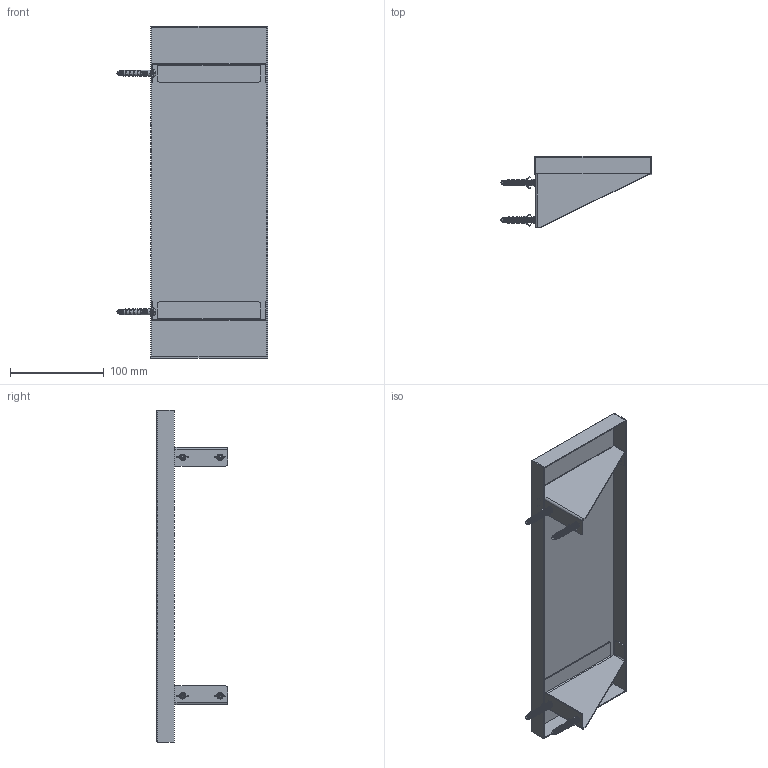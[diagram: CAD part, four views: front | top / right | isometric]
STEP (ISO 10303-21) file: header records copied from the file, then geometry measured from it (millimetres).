
FILE_DESCRIPTION((''),'2;1');
FILE_NAME('ASM0001_ASM','2023-07-13T15:31:34',('Administrator'),(''),'CREO PARAMETRIC BY PTC INC, 2019010','CREO PARAMETRIC BY PTC INC, 2019010','');
FILE_SCHEMA(('CONFIG_CONTROL_DESIGN'));
Length unit declared in the file: millimetre
Products named in the file (6): PRT0001; PRT0002; PRT0004; ST4-30; 6; ASM0001_ASM
Assembly tree (11 placements, depth 2):
  ASM0001_ASM
    PRT0001
    PRT0002
    PRT0004
    ST4-30  x4
    6  x4
Bounding box: 161.48 x 76 x 355 mm (x, y, z)
Volume: 93182.6 mm3; surface area: 170242.6 mm2
Topology: 11 solids, 11 shells, 850 faces, 2308 edges, 1464 vertices
Faces by surface type: cylinder 398, plane 288, bspline 80, cone 76, sphere 8
Entity records: 15171 total; most frequent: CARTESIAN_POINT 7710, ORIENTED_EDGE 1624, DIRECTION 1389, EDGE_CURVE 812, VERTEX_POINT 522, AXIS2_PLACEMENT_3D 472, VECTOR 445, LINE 445
